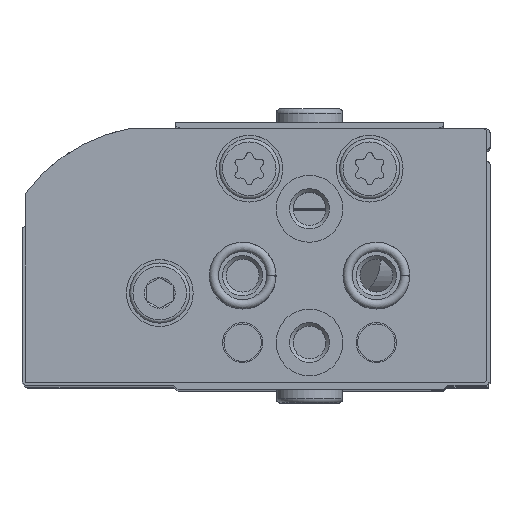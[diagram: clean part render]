
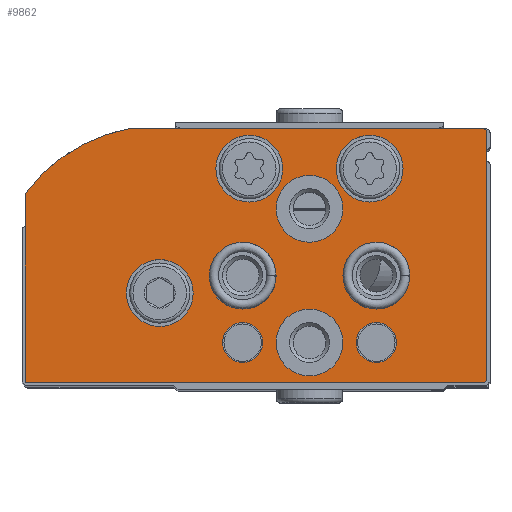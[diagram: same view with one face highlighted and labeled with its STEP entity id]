
A CAD part, top view. The second image highlights one B-rep face of the part: STEP entity #9862.
In plain terms, the highlighted face is planar.
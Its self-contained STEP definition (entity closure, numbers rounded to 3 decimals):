
#1049=LINE('',#17028,#1801);
#1053=LINE('',#17038,#1805);
#1055=LINE('',#17042,#1807);
#1058=LINE('',#17050,#1810);
#1801=VECTOR('',#13745,1000.);
#1805=VECTOR('',#13755,1000.);
#1807=VECTOR('',#13759,1000.);
#1810=VECTOR('',#13768,1000.);
#3853=ORIENTED_EDGE('',*,*,#5615,.T.);
#3854=ORIENTED_EDGE('',*,*,#5616,.T.);
#3855=ORIENTED_EDGE('',*,*,#5617,.T.);
#3856=ORIENTED_EDGE('',*,*,#5618,.T.);
#3857=ORIENTED_EDGE('',*,*,#5619,.T.);
#3858=ORIENTED_EDGE('',*,*,#5620,.T.);
#3859=ORIENTED_EDGE('',*,*,#5621,.T.);
#3860=ORIENTED_EDGE('',*,*,#5622,.T.);
#3861=ORIENTED_EDGE('',*,*,#5623,.T.);
#3862=ORIENTED_EDGE('',*,*,#5600,.F.);
#3863=ORIENTED_EDGE('',*,*,#5614,.F.);
#3864=ORIENTED_EDGE('',*,*,#5611,.F.);
#3865=ORIENTED_EDGE('',*,*,#5609,.F.);
#3866=ORIENTED_EDGE('',*,*,#5607,.F.);
#3867=ORIENTED_EDGE('',*,*,#5605,.F.);
#3868=ORIENTED_EDGE('',*,*,#5603,.F.);
#5600=EDGE_CURVE('',#6674,#6675,#1049,.T.);
#5603=EDGE_CURVE('',#6675,#6676,#7230,.T.);
#5605=EDGE_CURVE('',#6676,#6677,#1053,.T.);
#5607=EDGE_CURVE('',#6677,#6678,#1055,.T.);
#5609=EDGE_CURVE('',#6678,#6679,#7231,.T.);
#5611=EDGE_CURVE('',#6679,#6680,#1058,.T.);
#5614=EDGE_CURVE('',#6680,#6674,#7232,.T.);
#5615=EDGE_CURVE('',#6681,#6681,#7233,.T.);
#5616=EDGE_CURVE('',#6682,#6682,#7234,.T.);
#5617=EDGE_CURVE('',#6683,#6683,#7235,.T.);
#5618=EDGE_CURVE('',#6684,#6684,#7236,.T.);
#5619=EDGE_CURVE('',#6685,#6685,#7237,.T.);
#5620=EDGE_CURVE('',#6686,#6686,#7238,.T.);
#5621=EDGE_CURVE('',#6687,#6687,#7239,.T.);
#5622=EDGE_CURVE('',#6688,#6688,#7240,.T.);
#5623=EDGE_CURVE('',#6689,#6689,#7241,.T.);
#6674=VERTEX_POINT('',#17029);
#6675=VERTEX_POINT('',#17030);
#6676=VERTEX_POINT('',#17035);
#6677=VERTEX_POINT('',#17039);
#6678=VERTEX_POINT('',#17043);
#6679=VERTEX_POINT('',#17047);
#6680=VERTEX_POINT('',#17051);
#6681=VERTEX_POINT('',#17058);
#6682=VERTEX_POINT('',#17060);
#6683=VERTEX_POINT('',#17062);
#6684=VERTEX_POINT('',#17064);
#6685=VERTEX_POINT('',#17066);
#6686=VERTEX_POINT('',#17068);
#6687=VERTEX_POINT('',#17070);
#6688=VERTEX_POINT('',#17072);
#6689=VERTEX_POINT('',#17074);
#7230=CIRCLE('',#11271,0.3);
#7231=CIRCLE('',#11275,12.5);
#7232=CIRCLE('',#11278,0.3);
#7233=CIRCLE('',#11280,2.5);
#7234=CIRCLE('',#11281,1.5);
#7235=CIRCLE('',#11282,2.5);
#7236=CIRCLE('',#11283,1.5);
#7237=CIRCLE('',#11284,2.5);
#7238=CIRCLE('',#11285,2.5);
#7239=CIRCLE('',#11286,2.5);
#7240=CIRCLE('',#11287,2.5);
#7241=CIRCLE('',#11288,2.5);
#7967=EDGE_LOOP('',(#3853));
#7968=EDGE_LOOP('',(#3854));
#7969=EDGE_LOOP('',(#3855));
#7970=EDGE_LOOP('',(#3856));
#7971=EDGE_LOOP('',(#3857));
#7972=EDGE_LOOP('',(#3858));
#7973=EDGE_LOOP('',(#3859));
#7974=EDGE_LOOP('',(#3860));
#7975=EDGE_LOOP('',(#3861));
#7976=EDGE_LOOP('',(#3862,#3863,#3864,#3865,#3866,#3867,#3868));
#8842=FACE_BOUND('',#7967,.T.);
#8843=FACE_BOUND('',#7968,.T.);
#8844=FACE_BOUND('',#7969,.T.);
#8845=FACE_BOUND('',#7970,.T.);
#8846=FACE_BOUND('',#7971,.T.);
#8847=FACE_BOUND('',#7972,.T.);
#8848=FACE_BOUND('',#7973,.T.);
#8849=FACE_BOUND('',#7974,.T.);
#8850=FACE_BOUND('',#7975,.T.);
#8851=FACE_BOUND('',#7976,.T.);
#9380=PLANE('',#11279);
#9862=ADVANCED_FACE('',(#8842,#8843,#8844,#8845,#8846,#8847,#8848,#8849,
#8850,#8851),#9380,.F.);
#11271=AXIS2_PLACEMENT_3D('',#17034,#13750,#13751);
#11275=AXIS2_PLACEMENT_3D('',#17046,#13763,#13764);
#11278=AXIS2_PLACEMENT_3D('',#17055,#13773,#13774);
#11279=AXIS2_PLACEMENT_3D('',#17056,#13775,#13776);
#11280=AXIS2_PLACEMENT_3D('',#17057,#13777,#13778);
#11281=AXIS2_PLACEMENT_3D('',#17059,#13779,#13780);
#11282=AXIS2_PLACEMENT_3D('',#17061,#13781,#13782);
#11283=AXIS2_PLACEMENT_3D('',#17063,#13783,#13784);
#11284=AXIS2_PLACEMENT_3D('',#17065,#13785,#13786);
#11285=AXIS2_PLACEMENT_3D('',#17067,#13787,#13788);
#11286=AXIS2_PLACEMENT_3D('',#17069,#13789,#13790);
#11287=AXIS2_PLACEMENT_3D('',#17071,#13791,#13792);
#11288=AXIS2_PLACEMENT_3D('',#17073,#13793,#13794);
#13745=DIRECTION('',(0.,-1.,0.));
#13750=DIRECTION('',(0.,0.,1.));
#13751=DIRECTION('',(1.,0.,0.));
#13755=DIRECTION('',(1.,0.,0.));
#13759=DIRECTION('',(0.,1.,0.));
#13763=DIRECTION('',(0.,0.,1.));
#13764=DIRECTION('',(1.,0.,0.));
#13768=DIRECTION('',(-1.,0.,0.));
#13773=DIRECTION('',(0.,0.,1.));
#13774=DIRECTION('',(1.,0.,0.));
#13775=DIRECTION('',(0.,0.,1.));
#13776=DIRECTION('',(1.,0.,0.));
#13777=DIRECTION('',(0.,0.,1.));
#13778=DIRECTION('',(1.,0.,0.));
#13779=DIRECTION('',(0.,0.,1.));
#13780=DIRECTION('',(1.,0.,0.));
#13781=DIRECTION('',(0.,0.,1.));
#13782=DIRECTION('',(1.,0.,0.));
#13783=DIRECTION('',(0.,0.,1.));
#13784=DIRECTION('',(1.,0.,0.));
#13785=DIRECTION('',(0.,0.,1.));
#13786=DIRECTION('',(1.,0.,0.));
#13787=DIRECTION('',(0.,0.,1.));
#13788=DIRECTION('',(1.,0.,0.));
#13789=DIRECTION('',(0.,0.,1.));
#13790=DIRECTION('',(1.,0.,0.));
#13791=DIRECTION('',(0.,0.,1.));
#13792=DIRECTION('',(1.,0.,0.));
#13793=DIRECTION('',(0.,0.,1.));
#13794=DIRECTION('',(1.,0.,0.));
#17028=CARTESIAN_POINT('',(0.,18.7,0.));
#17029=CARTESIAN_POINT('',(0.,18.7,0.));
#17030=CARTESIAN_POINT('',(0.,0.3,0.));
#17034=CARTESIAN_POINT('',(0.3,0.3,0.));
#17035=CARTESIAN_POINT('',(0.3,0.,0.));
#17038=CARTESIAN_POINT('',(0.3,0.,0.));
#17039=CARTESIAN_POINT('',(34.5,0.,0.));
#17042=CARTESIAN_POINT('',(34.5,0.,0.));
#17043=CARTESIAN_POINT('',(34.5,14.133,0.));
#17046=CARTESIAN_POINT('',(24.45,6.7,0.));
#17047=CARTESIAN_POINT('',(26.677,19.,0.));
#17050=CARTESIAN_POINT('',(26.677,19.,0.));
#17051=CARTESIAN_POINT('',(0.3,19.,0.));
#17055=CARTESIAN_POINT('',(0.3,18.7,0.));
#17056=CARTESIAN_POINT('',(0.3,0.3,0.));
#17057=CARTESIAN_POINT('',(24.45,6.7,0.));
#17058=CARTESIAN_POINT('',(26.95,6.7,0.));
#17059=CARTESIAN_POINT('',(8.25,3.,0.));
#17060=CARTESIAN_POINT('',(9.75,3.,0.));
#17061=CARTESIAN_POINT('',(13.25,3.,0.));
#17062=CARTESIAN_POINT('',(15.75,3.,0.));
#17063=CARTESIAN_POINT('',(18.25,3.,0.));
#17064=CARTESIAN_POINT('',(19.75,3.,0.));
#17065=CARTESIAN_POINT('',(18.25,8.,0.));
#17066=CARTESIAN_POINT('',(20.75,8.,0.));
#17067=CARTESIAN_POINT('',(8.25,8.,0.));
#17068=CARTESIAN_POINT('',(10.75,8.,0.));
#17069=CARTESIAN_POINT('',(13.25,13.,0.));
#17070=CARTESIAN_POINT('',(15.75,13.,0.));
#17071=CARTESIAN_POINT('',(8.75,16.,0.));
#17072=CARTESIAN_POINT('',(11.25,16.,0.));
#17073=CARTESIAN_POINT('',(17.75,16.,0.));
#17074=CARTESIAN_POINT('',(20.25,16.,0.));
